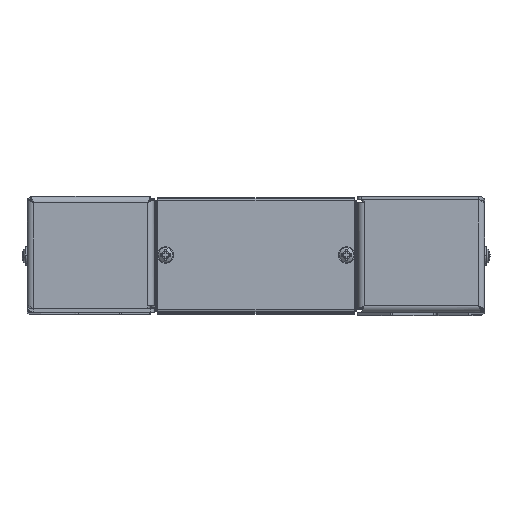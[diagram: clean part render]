
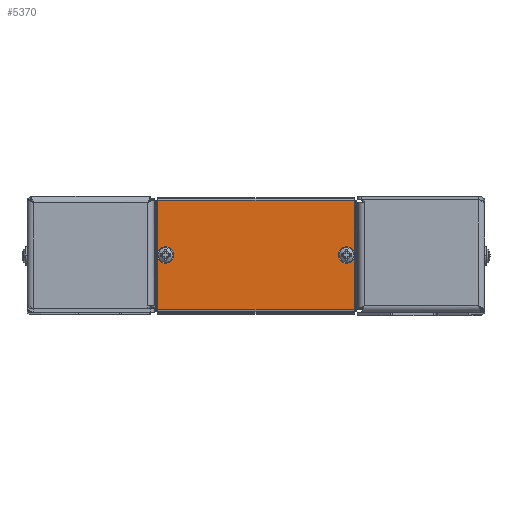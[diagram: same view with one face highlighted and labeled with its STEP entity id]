
A CAD part, top view. The second image highlights one B-rep face of the part: STEP entity #5370.
In plain terms, the highlighted face is planar.
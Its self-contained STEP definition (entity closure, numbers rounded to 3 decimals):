
#2 = AXIS2_PLACEMENT_3D ( 'NONE', #690, #3009, #6024 ) ;
#5 = DIRECTION ( 'NONE',  ( 0., 0., -1. ) ) ;
#80 = ORIENTED_EDGE ( 'NONE', *, *, #8025, .F. ) ;
#641 = CIRCLE ( 'NONE', #6183, 3.25 ) ;
#690 = CARTESIAN_POINT ( 'NONE',  ( 6.9, 48., -1. ) ) ;
#805 = PLANE ( 'NONE',  #3311 ) ;
#843 = AXIS2_PLACEMENT_3D ( 'NONE', #8340, #4536, #4380 ) ;
#913 = EDGE_CURVE ( 'NONE', #3787, #4688, #953, .T. ) ;
#953 = CIRCLE ( 'NONE', #2, 3.25 ) ;
#956 = ORIENTED_EDGE ( 'NONE', *, *, #7897, .F. ) ;
#1045 = CARTESIAN_POINT ( 'NONE',  ( 0., 96., -1. ) ) ;
#1081 = ORIENTED_EDGE ( 'NONE', *, *, #6462, .F. ) ;
#1448 = DIRECTION ( 'NONE',  ( 0., 1., 0. ) ) ;
#1472 = CIRCLE ( 'NONE', #1645, 3.25 ) ;
#1508 = CARTESIAN_POINT ( 'NONE',  ( 172., 0., -1. ) ) ;
#1550 = FACE_BOUND ( 'NONE', #7542, .T. ) ;
#1645 = AXIS2_PLACEMENT_3D ( 'NONE', #4669, #5, #5351 ) ;
#1658 = DIRECTION ( 'NONE',  ( 0., 0., -1. ) ) ;
#1803 = CARTESIAN_POINT ( 'NONE',  ( 0., 0., -1. ) ) ;
#1950 = CIRCLE ( 'NONE', #843, 3.25 ) ;
#1973 = VECTOR ( 'NONE', #2231, 1000. ) ;
#2231 = DIRECTION ( 'NONE',  ( -1., 0., 0. ) ) ;
#2392 = CARTESIAN_POINT ( 'NONE',  ( 0., 0., -1. ) ) ;
#2667 = LINE ( 'NONE', #3483, #8071 ) ;
#2948 = CARTESIAN_POINT ( 'NONE',  ( 0., 0., -1. ) ) ;
#3009 = DIRECTION ( 'NONE',  ( 0., 0., -1. ) ) ;
#3080 = EDGE_CURVE ( 'NONE', #6315, #3737, #6886, .T. ) ;
#3311 = AXIS2_PLACEMENT_3D ( 'NONE', #2392, #1658, #9266 ) ;
#3483 = CARTESIAN_POINT ( 'NONE',  ( 0., 0., -1. ) ) ;
#3656 = VECTOR ( 'NONE', #7494, 1000. ) ;
#3737 = VERTEX_POINT ( 'NONE', #1045 ) ;
#3787 = VERTEX_POINT ( 'NONE', #4604 ) ;
#4213 = VERTEX_POINT ( 'NONE', #7380 ) ;
#4353 = VERTEX_POINT ( 'NONE', #5309 ) ;
#4380 = DIRECTION ( 'NONE',  ( -1., 0., 0. ) ) ;
#4536 = DIRECTION ( 'NONE',  ( 0., 0., -1. ) ) ;
#4604 = CARTESIAN_POINT ( 'NONE',  ( 10.15, 48., -1. ) ) ;
#4669 = CARTESIAN_POINT ( 'NONE',  ( 6.9, 48., -1. ) ) ;
#4688 = VERTEX_POINT ( 'NONE', #5955 ) ;
#4772 = ORIENTED_EDGE ( 'NONE', *, *, #6763, .F. ) ;
#4848 = DIRECTION ( 'NONE',  ( 1., 0., 0. ) ) ;
#4901 = EDGE_LOOP ( 'NONE', ( #956, #6659, #5263, #1081 ) ) ;
#5048 = ORIENTED_EDGE ( 'NONE', *, *, #8751, .F. ) ;
#5263 = ORIENTED_EDGE ( 'NONE', *, *, #8393, .F. ) ;
#5309 = CARTESIAN_POINT ( 'NONE',  ( 168.35, 48., -1. ) ) ;
#5351 = DIRECTION ( 'NONE',  ( -1., 0., 0. ) ) ;
#5370 = ADVANCED_FACE ( 'NONE', ( #7631, #1550, #9210 ), #805, .T. ) ;
#5479 = DIRECTION ( 'NONE',  ( 0., 0., -1. ) ) ;
#5504 = VERTEX_POINT ( 'NONE', #1803 ) ;
#5923 = EDGE_LOOP ( 'NONE', ( #5048, #7798 ) ) ;
#5955 = CARTESIAN_POINT ( 'NONE',  ( 3.65, 48., -1. ) ) ;
#6024 = DIRECTION ( 'NONE',  ( -1., 0., 0. ) ) ;
#6183 = AXIS2_PLACEMENT_3D ( 'NONE', #8382, #5479, #8335 ) ;
#6315 = VERTEX_POINT ( 'NONE', #9128 ) ;
#6462 = EDGE_CURVE ( 'NONE', #5504, #4213, #2667, .T. ) ;
#6646 = LINE ( 'NONE', #2948, #3656 ) ;
#6659 = ORIENTED_EDGE ( 'NONE', *, *, #3080, .F. ) ;
#6734 = LINE ( 'NONE', #1508, #8886 ) ;
#6763 = EDGE_CURVE ( 'NONE', #4353, #7704, #641, .T. ) ;
#6886 = LINE ( 'NONE', #7417, #1973 ) ;
#7380 = CARTESIAN_POINT ( 'NONE',  ( 172., 0., -1. ) ) ;
#7417 = CARTESIAN_POINT ( 'NONE',  ( 0., 96., -1. ) ) ;
#7494 = DIRECTION ( 'NONE',  ( 0., -1., 0. ) ) ;
#7542 = EDGE_LOOP ( 'NONE', ( #80, #4772 ) ) ;
#7631 = FACE_BOUND ( 'NONE', #5923, .T. ) ;
#7704 = VERTEX_POINT ( 'NONE', #9241 ) ;
#7798 = ORIENTED_EDGE ( 'NONE', *, *, #913, .F. ) ;
#7897 = EDGE_CURVE ( 'NONE', #3737, #5504, #6646, .T. ) ;
#8025 = EDGE_CURVE ( 'NONE', #7704, #4353, #1950, .T. ) ;
#8071 = VECTOR ( 'NONE', #4848, 1000. ) ;
#8335 = DIRECTION ( 'NONE',  ( -1., 0., 0. ) ) ;
#8340 = CARTESIAN_POINT ( 'NONE',  ( 165.1, 48., -1. ) ) ;
#8382 = CARTESIAN_POINT ( 'NONE',  ( 165.1, 48., -1. ) ) ;
#8393 = EDGE_CURVE ( 'NONE', #4213, #6315, #6734, .T. ) ;
#8751 = EDGE_CURVE ( 'NONE', #4688, #3787, #1472, .T. ) ;
#8886 = VECTOR ( 'NONE', #1448, 1000. ) ;
#9128 = CARTESIAN_POINT ( 'NONE',  ( 172., 96., -1. ) ) ;
#9210 = FACE_OUTER_BOUND ( 'NONE', #4901, .T. ) ;
#9241 = CARTESIAN_POINT ( 'NONE',  ( 161.85, 48., -1. ) ) ;
#9266 = DIRECTION ( 'NONE',  ( -1., 0., 0. ) ) ;
